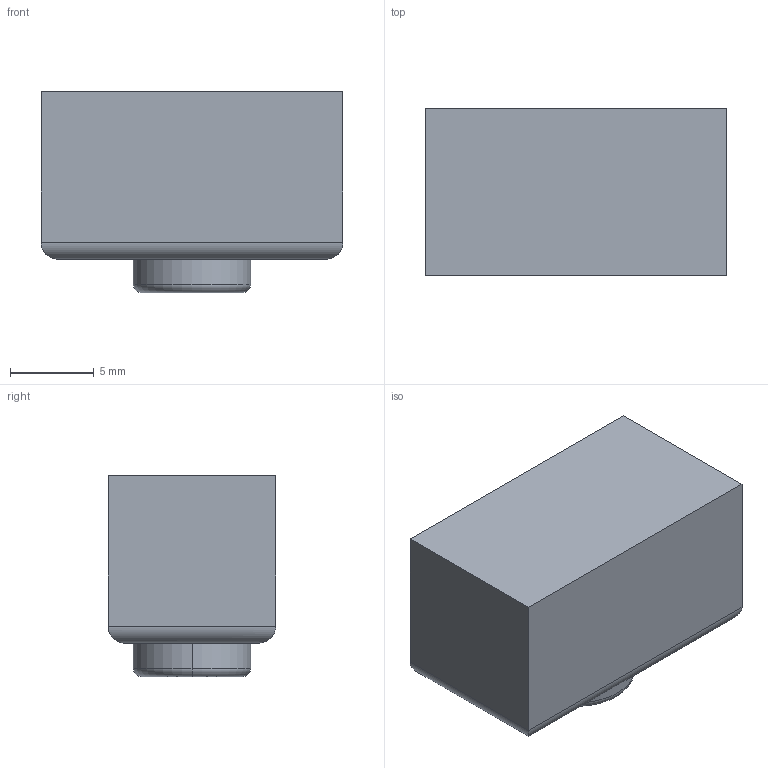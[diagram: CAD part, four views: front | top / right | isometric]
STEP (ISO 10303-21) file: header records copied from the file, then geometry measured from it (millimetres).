
FILE_DESCRIPTION (( 'STEP AP203' ), '1' );
FILE_NAME ('drone_camera_and_proximity_sensor_weight_Défaut_sldprt.STEP', '2021-02-07T17:37:13', ( '' ), ( '' ), 'SwSTEP 2.0', 'SolidWorks 2019', '' );
FILE_SCHEMA (( 'CONFIG_CONTROL_DESIGN' ));
Length unit declared in the file: millimetre
Products named in the file (1): drone_camera_and_proximity_sensor_weight_Défaut_sldprt
Bounding box: 18 x 10 x 12 mm (x, y, z)
Volume: 1864.2 mm3; surface area: 934.5 mm2
Topology: 1 solids, 1 shells, 15 faces, 30 edges, 18 vertices
Faces by surface type: plane 7, cylinder 6, torus 2
Entity records: 461 total; most frequent: CARTESIAN_POINT 76, DIRECTION 66, ORIENTED_EDGE 60, EDGE_CURVE 30, AXIS2_PLACEMENT_3D 24, LINE 18, VERTEX_POINT 18, VECTOR 18
